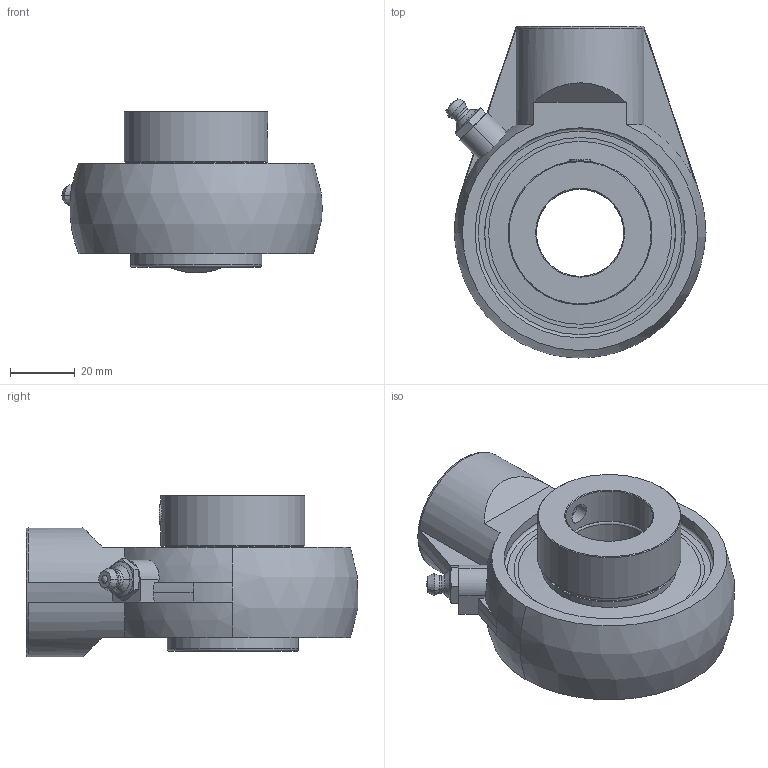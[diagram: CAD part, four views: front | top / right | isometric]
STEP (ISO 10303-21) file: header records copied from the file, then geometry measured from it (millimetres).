
FILE_DESCRIPTION(('HOOPS Exchange Step'),'2;1');
FILE_NAME('export-7D86B727-4608-4313-B7FE-82F42B5680E3.stp','2019-12-13T13:08:14-08:00',('ibuslach'),('Alibre'),'HOOPS Exchange 2019.2','Alibre','Unknown authorisation');
FILE_SCHEMA( ('AP242_MANAGED_MODEL_BASED_3D_ENGINEERING_MIM_LF {1 0 10303 442 1 1 4 }') );
Length unit declared in the file: centimetre
Products named in the file (8): MRN SHA 206 (NO LETTERING); ZERK 6mm; SHC 206-18 Flinger; SHC 206-17 Collar; SHC 206-17 Races; SHC 204 SS; MRN SHC 206-17; MRN SHCHA 206-17
Assembly tree (7 placements, depth 3):
  MRN SHCHA 206-17
    MRN SHA 206 (NO LETTERING)
    ZERK 6mm
    MRN SHC 206-17
      SHC 206-18 Flinger
      SHC 206-17 Collar
      SHC 206-17 Races
      SHC 204 SS
Bounding box: 80.5 x 102.7 x 50.1 mm (x, y, z)
Volume: 125047 mm3; surface area: 53488.9 mm2
Topology: 9 solids, 9 shells, 187 faces, 512 edges, 332 vertices
Faces by surface type: plane 57, cylinder 45, cone 37, sphere 22, torus 22, bspline 4
Full cylindrical faces by diameter (mm): 2.005 x2, 6 x2, 6.35 x3, 19.05 x1, 26.988 x2, 35.624 x1, 37.631 x1, 40.64 x4, 41.656 x2, 44.5 x1, 55.093 x2, 56.642 x4, 65.017 x2
Entity records: 9971 total; most frequent: CARTESIAN_POINT 5115, DIRECTION 1046, ORIENTED_EDGE 970, EDGE_CURVE 485, AXIS2_PLACEMENT_3D 459, VERTEX_POINT 322, CIRCLE 245, EDGE_LOOP 213
